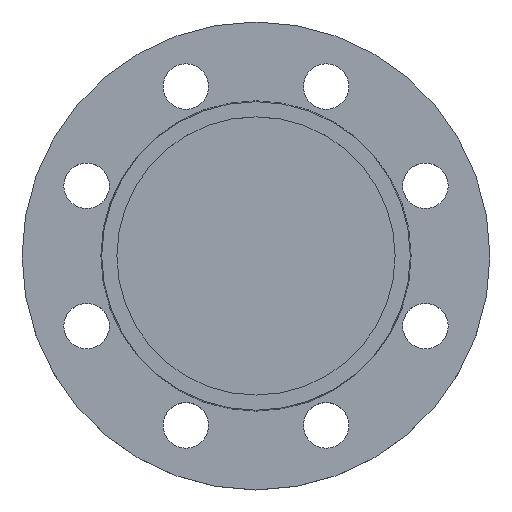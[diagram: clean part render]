
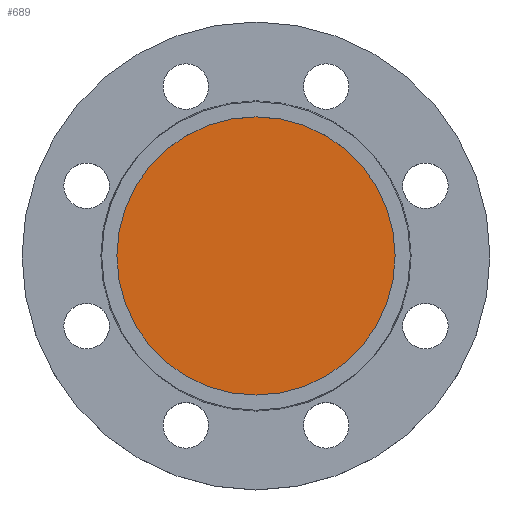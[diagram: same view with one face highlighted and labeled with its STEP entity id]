
A CAD part, top view. The second image highlights one B-rep face of the part: STEP entity #689.
In plain terms, the highlighted planar face has unit normal (0, 0, 1).
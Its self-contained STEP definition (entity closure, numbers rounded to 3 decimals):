
#5 = CARTESIAN_POINT ( 'NONE',  ( 55., 0., -4. ) ) ;
#198 = DIRECTION ( 'NONE',  ( 1., 0., 0. ) ) ;
#199 = DIRECTION ( 'NONE',  ( 0., 0., 1. ) ) ;
#200 = CARTESIAN_POINT ( 'NONE',  ( 55., 0., -4. ) ) ;
#202 = PLANE ( 'NONE',  #993 ) ;
#203 = FACE_OUTER_BOUND ( 'NONE', #824, .T. ) ;
#208 = DIRECTION ( 'NONE',  ( -1., 0., 0. ) ) ;
#209 = DIRECTION ( 'NONE',  ( 0., 0., -1. ) ) ;
#210 = CARTESIAN_POINT ( 'NONE',  ( 0., 0., -4. ) ) ;
#255 = DIRECTION ( 'NONE',  ( -1., 0., 0. ) ) ;
#256 = DIRECTION ( 'NONE',  ( 0., 0., -1. ) ) ;
#257 = CARTESIAN_POINT ( 'NONE',  ( 0., 0., -4. ) ) ;
#346 = CARTESIAN_POINT ( 'NONE',  ( -55., 0., -4. ) ) ;
#443 = VERTEX_POINT ( 'NONE', #346 ) ;
#445 = ORIENTED_EDGE ( 'NONE', *, *, #679, .F. ) ;
#613 = AXIS2_PLACEMENT_3D ( 'NONE', #257, #256, #255 ) ;
#621 = CIRCLE ( 'NONE', #613, 55. ) ;
#627 = EDGE_CURVE ( 'NONE', #443, #1022, #621, .T. ) ;
#639 = AXIS2_PLACEMENT_3D ( 'NONE', #210, #209, #208 ) ;
#679 = EDGE_CURVE ( 'NONE', #1022, #443, #878, .T. ) ;
#689 = ADVANCED_FACE ( 'NONE', ( #203 ), #202, .T. ) ;
#824 = EDGE_LOOP ( 'NONE', ( #980, #445 ) ) ;
#878 = CIRCLE ( 'NONE', #639, 55. ) ;
#980 = ORIENTED_EDGE ( 'NONE', *, *, #627, .F. ) ;
#993 = AXIS2_PLACEMENT_3D ( 'NONE', #200, #199, #198 ) ;
#1022 = VERTEX_POINT ( 'NONE', #5 ) ;
